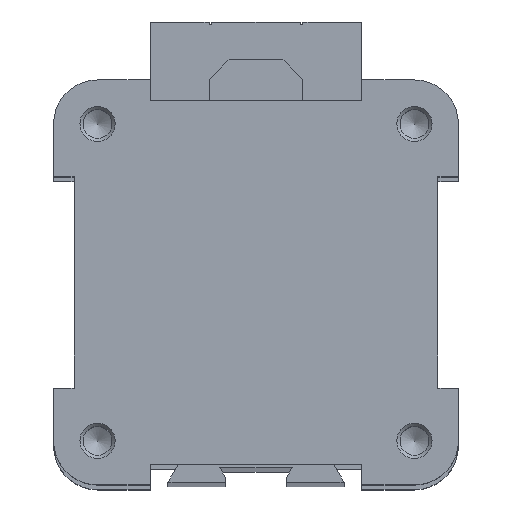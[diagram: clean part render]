
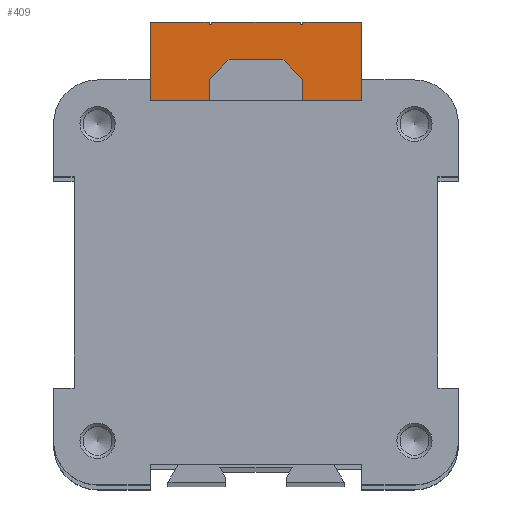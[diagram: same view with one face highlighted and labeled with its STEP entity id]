
A CAD part, top view. The second image highlights one B-rep face of the part: STEP entity #409.
In plain terms, the highlighted planar face has unit normal (0, 0, 1).
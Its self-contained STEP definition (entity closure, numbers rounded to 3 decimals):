
#409 = ADVANCED_FACE( '', ( #934 ), #935, .T. );
#934 = FACE_OUTER_BOUND( '', #1633, .T. );
#935 = PLANE( '', #1634 );
#1633 = EDGE_LOOP( '', ( #2540, #2541, #2542, #2543, #2544, #2545, #2546, #2547, #2548, #2549, #2550, #2551, #2552, #2553, #2554, #2555 ) );
#1634 = AXIS2_PLACEMENT_3D( '', #2556, #2557, #2558 );
#2540 = ORIENTED_EDGE( '', *, *, #4259, .T. );
#2541 = ORIENTED_EDGE( '', *, *, #4260, .T. );
#2542 = ORIENTED_EDGE( '', *, *, #4261, .T. );
#2543 = ORIENTED_EDGE( '', *, *, #4262, .T. );
#2544 = ORIENTED_EDGE( '', *, *, #4263, .T. );
#2545 = ORIENTED_EDGE( '', *, *, #4162, .T. );
#2546 = ORIENTED_EDGE( '', *, *, #4264, .T. );
#2547 = ORIENTED_EDGE( '', *, *, #4265, .T. );
#2548 = ORIENTED_EDGE( '', *, *, #4266, .T. );
#2549 = ORIENTED_EDGE( '', *, *, #4267, .T. );
#2550 = ORIENTED_EDGE( '', *, *, #4268, .T. );
#2551 = ORIENTED_EDGE( '', *, *, #4269, .T. );
#2552 = ORIENTED_EDGE( '', *, *, #4270, .T. );
#2553 = ORIENTED_EDGE( '', *, *, #4271, .T. );
#2554 = ORIENTED_EDGE( '', *, *, #4188, .T. );
#2555 = ORIENTED_EDGE( '', *, *, #4068, .T. );
#2556 = CARTESIAN_POINT( '', ( 0., 0., 176. ) );
#2557 = DIRECTION( '', ( 0., 0., 1. ) );
#2558 = DIRECTION( '', ( 1., 0., 0. ) );
#4068 = EDGE_CURVE( '', #4828, #4826, #4829, .T. );
#4162 = EDGE_CURVE( '', #4980, #4981, #4982, .T. );
#4188 = EDGE_CURVE( '', #5025, #4828, #5026, .T. );
#4259 = EDGE_CURVE( '', #4826, #5146, #5147, .T. );
#4260 = EDGE_CURVE( '', #5146, #5148, #5149, .T. );
#4261 = EDGE_CURVE( '', #5148, #5150, #5151, .T. );
#4262 = EDGE_CURVE( '', #5150, #5152, #5153, .T. );
#4263 = EDGE_CURVE( '', #5152, #4980, #5154, .T. );
#4264 = EDGE_CURVE( '', #4981, #5155, #5156, .T. );
#4265 = EDGE_CURVE( '', #5155, #5157, #5158, .T. );
#4266 = EDGE_CURVE( '', #5157, #5159, #5160, .T. );
#4267 = EDGE_CURVE( '', #5159, #5161, #5162, .T. );
#4268 = EDGE_CURVE( '', #5161, #5163, #5164, .T. );
#4269 = EDGE_CURVE( '', #5163, #5165, #5166, .T. );
#4270 = EDGE_CURVE( '', #5165, #5167, #5168, .T. );
#4271 = EDGE_CURVE( '', #5167, #5025, #5169, .T. );
#4826 = VERTEX_POINT( '', #5922 );
#4828 = VERTEX_POINT( '', #5925 );
#4829 = LINE( '', #5926, #5927 );
#4980 = VERTEX_POINT( '', #6130 );
#4981 = VERTEX_POINT( '', #6131 );
#4982 = LINE( '', #6132, #6133 );
#5025 = VERTEX_POINT( '', #6189 );
#5026 = LINE( '', #6190, #6191 );
#5146 = VERTEX_POINT( '', #6355 );
#5147 = LINE( '', #6356, #6357 );
#5148 = VERTEX_POINT( '', #6358 );
#5149 = LINE( '', #6359, #6360 );
#5150 = VERTEX_POINT( '', #6361 );
#5151 = LINE( '', #6362, #6363 );
#5152 = VERTEX_POINT( '', #6364 );
#5153 = CIRCLE( '', #6365, 20. );
#5154 = LINE( '', #6366, #6367 );
#5155 = VERTEX_POINT( '', #6368 );
#5156 = LINE( '', #6369, #6370 );
#5157 = VERTEX_POINT( '', #6371 );
#5158 = LINE( '', #6372, #6373 );
#5159 = VERTEX_POINT( '', #6374 );
#5160 = LINE( '', #6375, #6376 );
#5161 = VERTEX_POINT( '', #6377 );
#5162 = LINE( '', #6378, #6379 );
#5163 = VERTEX_POINT( '', #6380 );
#5164 = LINE( '', #6381, #6382 );
#5165 = VERTEX_POINT( '', #6383 );
#5166 = LINE( '', #6384, #6385 );
#5167 = VERTEX_POINT( '', #6386 );
#5168 = LINE( '', #6387, #6388 );
#5169 = LINE( '', #6389, #6390 );
#5922 = CARTESIAN_POINT( '', ( -18., 44.5, 176. ) );
#5925 = CARTESIAN_POINT( '', ( -8., 44.5, 176. ) );
#5926 = CARTESIAN_POINT( '', ( -8., 44.5, 176. ) );
#5927 = VECTOR( '', #7390, 1000. );
#6130 = CARTESIAN_POINT( '', ( 4., 29., 176. ) );
#6131 = CARTESIAN_POINT( '', ( 18., 29., 176. ) );
#6132 = CARTESIAN_POINT( '', ( -18., 29., 176. ) );
#6133 = VECTOR( '', #7485, 1000. );
#6189 = CARTESIAN_POINT( '', ( -8., 44., 176. ) );
#6190 = CARTESIAN_POINT( '', ( -8., 44., 176. ) );
#6191 = VECTOR( '', #7517, 1000. );
#6355 = CARTESIAN_POINT( '', ( -18., 29., 176. ) );
#6356 = CARTESIAN_POINT( '', ( -18., 44.5, 176. ) );
#6357 = VECTOR( '', #7595, 1000. );
#6358 = CARTESIAN_POINT( '', ( -4., 29., 176. ) );
#6359 = CARTESIAN_POINT( '', ( -18., 29., 176. ) );
#6360 = VECTOR( '', #7596, 1000. );
#6361 = CARTESIAN_POINT( '', ( -4., 19.596, 176. ) );
#6362 = CARTESIAN_POINT( '', ( -4., 29., 176. ) );
#6363 = VECTOR( '', #7597, 1000. );
#6364 = CARTESIAN_POINT( '', ( 4., 19.596, 176. ) );
#6365 = AXIS2_PLACEMENT_3D( '', #7598, #7599, #7600 );
#6366 = CARTESIAN_POINT( '', ( 4., 19.596, 176. ) );
#6367 = VECTOR( '', #7601, 1000. );
#6368 = CARTESIAN_POINT( '', ( 18., 44.5, 176. ) );
#6369 = CARTESIAN_POINT( '', ( 18., 29., 176. ) );
#6370 = VECTOR( '', #7602, 1000. );
#6371 = CARTESIAN_POINT( '', ( 8., 44.5, 176. ) );
#6372 = CARTESIAN_POINT( '', ( 18., 44.5, 176. ) );
#6373 = VECTOR( '', #7603, 1000. );
#6374 = CARTESIAN_POINT( '', ( 8., 44., 176. ) );
#6375 = CARTESIAN_POINT( '', ( 8., 44.5, 176. ) );
#6376 = VECTOR( '', #7604, 1000. );
#6377 = CARTESIAN_POINT( '', ( 7.5, 44., 176. ) );
#6378 = CARTESIAN_POINT( '', ( 8., 44., 176. ) );
#6379 = VECTOR( '', #7605, 1000. );
#6380 = CARTESIAN_POINT( '', ( 7.5, 44.5, 176. ) );
#6381 = CARTESIAN_POINT( '', ( 7.5, 44., 176. ) );
#6382 = VECTOR( '', #7606, 1000. );
#6383 = CARTESIAN_POINT( '', ( -7.5, 44.5, 176. ) );
#6384 = CARTESIAN_POINT( '', ( 7.5, 44.5, 176. ) );
#6385 = VECTOR( '', #7607, 1000. );
#6386 = CARTESIAN_POINT( '', ( -7.5, 44., 176. ) );
#6387 = CARTESIAN_POINT( '', ( -7.5, 44.5, 176. ) );
#6388 = VECTOR( '', #7608, 1000. );
#6389 = CARTESIAN_POINT( '', ( -7.5, 44., 176. ) );
#6390 = VECTOR( '', #7609, 1000. );
#7390 = DIRECTION( '', ( -1., 0., 0. ) );
#7485 = DIRECTION( '', ( 1., 0., 0. ) );
#7517 = DIRECTION( '', ( 0., 1., 0. ) );
#7595 = DIRECTION( '', ( 0., -1., 0. ) );
#7596 = DIRECTION( '', ( 1., 0., 0. ) );
#7597 = DIRECTION( '', ( 0., -1., 0. ) );
#7598 = CARTESIAN_POINT( '', ( 0., 0., 176. ) );
#7599 = DIRECTION( '', ( 0., 0., 1. ) );
#7600 = DIRECTION( '', ( 1., 0., 0. ) );
#7601 = DIRECTION( '', ( 0., 1., 0. ) );
#7602 = DIRECTION( '', ( 0., 1., 0. ) );
#7603 = DIRECTION( '', ( -1., 0., 0. ) );
#7604 = DIRECTION( '', ( 0., -1., 0. ) );
#7605 = DIRECTION( '', ( -1., 0., 0. ) );
#7606 = DIRECTION( '', ( 0., 1., 0. ) );
#7607 = DIRECTION( '', ( -1., 0., 0. ) );
#7608 = DIRECTION( '', ( 0., -1., 0. ) );
#7609 = DIRECTION( '', ( -1., 0., 0. ) );
